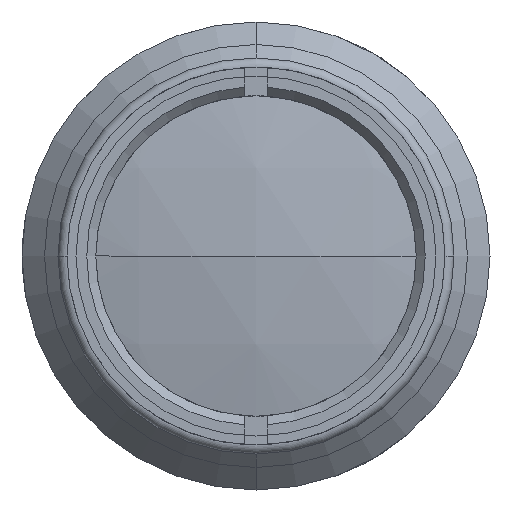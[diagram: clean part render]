
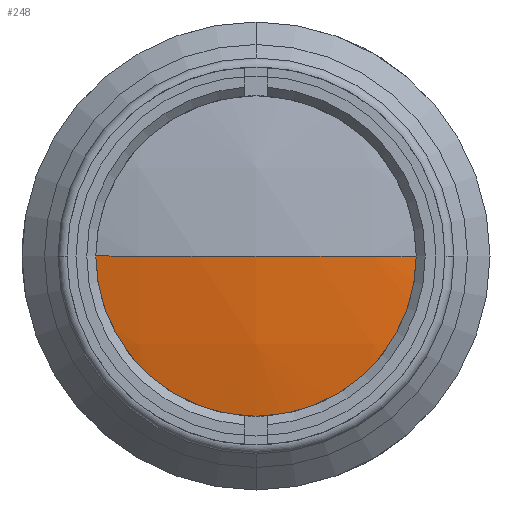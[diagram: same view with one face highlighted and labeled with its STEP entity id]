
A CAD part, left-side view. The second image highlights one B-rep face of the part: STEP entity #248.
In plain terms, the highlighted spherical face has radius 87.5 mm.
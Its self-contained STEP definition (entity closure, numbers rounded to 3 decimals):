
#24 = DIRECTION ( 'NONE',  ( -1., 0., 0. ) ) ;
#159 = AXIS2_PLACEMENT_3D ( 'NONE', #3254, #957, #2761 ) ;
#248 = ADVANCED_FACE ( 'NONE', ( #1131 ), #1933, .T. ) ;
#327 = CIRCLE ( 'NONE', #1517, 19.5 ) ;
#463 = CARTESIAN_POINT ( 'NONE',  ( 8.616, 0., 0. ) ) ;
#682 = VERTEX_POINT ( 'NONE', #2245 ) ;
#727 = DIRECTION ( 'NONE',  ( 0., 0., -1. ) ) ;
#789 = EDGE_CURVE ( 'NONE', #682, #1799, #2100, .T. ) ;
#877 = CARTESIAN_POINT ( 'NONE',  ( -78.884, 0., 0. ) ) ;
#957 = DIRECTION ( 'NONE',  ( 0., 0., 1. ) ) ;
#1113 = DIRECTION ( 'NONE',  ( 0., 1., 0. ) ) ;
#1131 = FACE_OUTER_BOUND ( 'NONE', #1821, .T. ) ;
#1306 = CARTESIAN_POINT ( 'NONE',  ( -76.683, 0., 0. ) ) ;
#1367 = CARTESIAN_POINT ( 'NONE',  ( 8.616, 0., 0. ) ) ;
#1484 = ORIENTED_EDGE ( 'NONE', *, *, #2371, .T. ) ;
#1517 = AXIS2_PLACEMENT_3D ( 'NONE', #1306, #24, #1824 ) ;
#1719 = EDGE_CURVE ( 'NONE', #2778, #1799, #3273, .T. ) ;
#1799 = VERTEX_POINT ( 'NONE', #877 ) ;
#1821 = EDGE_LOOP ( 'NONE', ( #1484, #2958, #2826 ) ) ;
#1824 = DIRECTION ( 'NONE',  ( 0., 0., 1. ) ) ;
#1933 = SPHERICAL_SURFACE ( 'NONE', #2101, 87.5 ) ;
#2100 = CIRCLE ( 'NONE', #159, 87.5 ) ;
#2101 = AXIS2_PLACEMENT_3D ( 'NONE', #1367, #2942, #1113 ) ;
#2245 = CARTESIAN_POINT ( 'NONE',  ( -76.683, 19.5, 0. ) ) ;
#2371 = EDGE_CURVE ( 'NONE', #682, #2778, #327, .T. ) ;
#2580 = AXIS2_PLACEMENT_3D ( 'NONE', #463, #727, #2776 ) ;
#2761 = DIRECTION ( 'NONE',  ( 1., 0., 0. ) ) ;
#2776 = DIRECTION ( 'NONE',  ( 0., 1., 0. ) ) ;
#2778 = VERTEX_POINT ( 'NONE', #3177 ) ;
#2826 = ORIENTED_EDGE ( 'NONE', *, *, #789, .F. ) ;
#2942 = DIRECTION ( 'NONE',  ( 0., 0., -1. ) ) ;
#2958 = ORIENTED_EDGE ( 'NONE', *, *, #1719, .T. ) ;
#3177 = CARTESIAN_POINT ( 'NONE',  ( -76.683, -19.5, 0. ) ) ;
#3254 = CARTESIAN_POINT ( 'NONE',  ( 8.616, 0., 0. ) ) ;
#3273 = CIRCLE ( 'NONE', #2580, 87.5 ) ;
